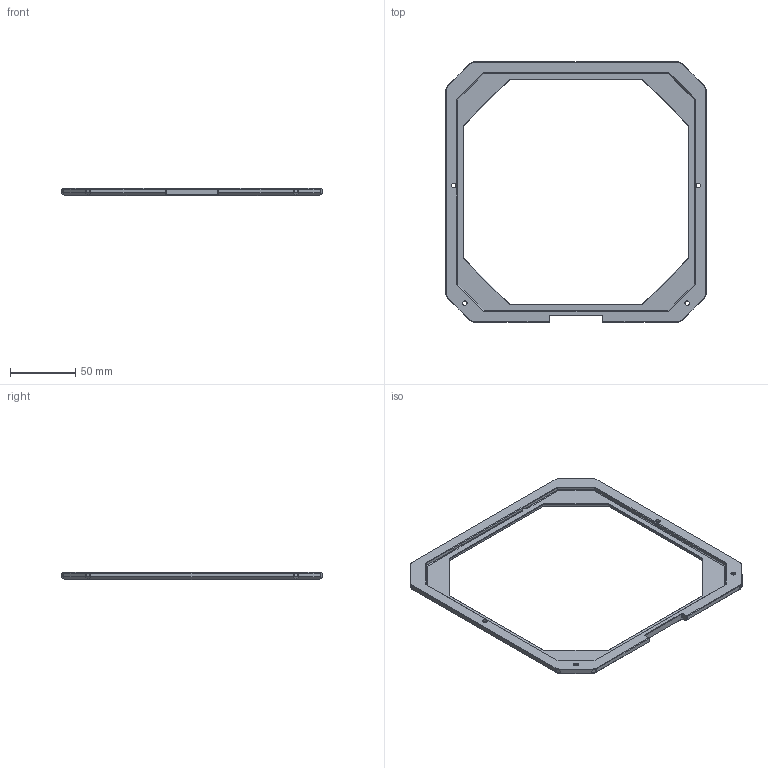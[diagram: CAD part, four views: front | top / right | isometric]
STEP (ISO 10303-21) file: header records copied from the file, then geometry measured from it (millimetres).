
FILE_DESCRIPTION(/* description */ (''),/* implementation_level */ '2;1');
FILE_NAME(/* name */ 'array-front.step',/* time_stamp */ '2023-04-09T17:25:10-04:00',/* author */ (''),/* organization */ (''),/* preprocessor_version */ 'ST-DEVELOPER v19.2',/* originating_system */ 'Autodesk Translation Framework v12.4.0.73',/* authorisation */ '');
FILE_SCHEMA (('AUTOMOTIVE_DESIGN { 1 0 10303 214 3 1 1 }'));
Length unit declared in the file: millimetre
Products named in the file (1): FusionComponent
Bounding box: 200 x 200 x 5.4 mm (x, y, z)
Volume: 46013.8 mm3; surface area: 29866.8 mm2
Topology: 1 solids, 1 shells, 222 faces, 508 edges, 289 vertices
Faces by surface type: plane 210, cylinder 8, cone 4
Full cylindrical faces by diameter (mm): 3.5 x4, 6 x4
Entity records: 6005 total; most frequent: CARTESIAN_POINT 1020, ORIENTED_EDGE 1016, DIRECTION 978, EDGE_CURVE 508, LINE 484, VECTOR 484, VERTEX_POINT 289, AXIS2_PLACEMENT_3D 247
